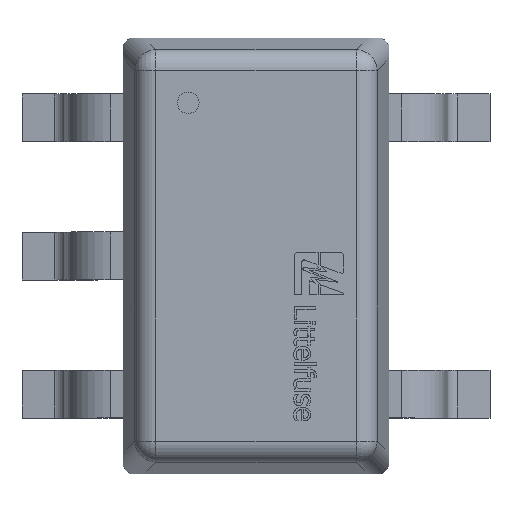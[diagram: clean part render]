
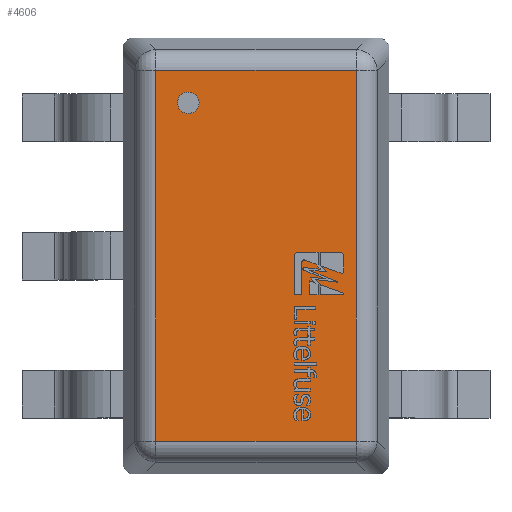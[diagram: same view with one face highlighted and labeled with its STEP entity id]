
A CAD part, top view. The second image highlights one B-rep face of the part: STEP entity #4606.
In plain terms, the highlighted face is planar.
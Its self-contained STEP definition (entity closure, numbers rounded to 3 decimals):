
#281=PLANE('',#4939);
#463=LINE('',#6379,#941);
#467=LINE('',#6389,#945);
#469=LINE('',#6392,#947);
#473=LINE('',#6400,#951);
#941=VECTOR('',#5320,0.944);
#945=VECTOR('',#5332,1.744);
#947=VECTOR('',#5336,1.744);
#951=VECTOR('',#5346,0.944);
#1481=FACE_OUTER_BOUND('',#1752,.T.);
#1752=EDGE_LOOP('',(#3336,#3337,#3338,#3339));
#2095=VERTEX_POINT('',#6356);
#2096=VERTEX_POINT('',#6360);
#2099=VERTEX_POINT('',#6367);
#2100=VERTEX_POINT('',#6371);
#2574=EDGE_CURVE('',#2100,#2099,#463,.T.);
#2580=EDGE_CURVE('',#2096,#2100,#467,.T.);
#2582=EDGE_CURVE('',#2099,#2095,#469,.T.);
#2587=EDGE_CURVE('',#2095,#2096,#473,.T.);
#3336=ORIENTED_EDGE('',*,*,#2574,.F.);
#3337=ORIENTED_EDGE('',*,*,#2580,.F.);
#3338=ORIENTED_EDGE('',*,*,#2587,.F.);
#3339=ORIENTED_EDGE('',*,*,#2582,.F.);
#4606=ADVANCED_FACE('',(#1481),#281,.T.);
#4939=AXIS2_PLACEMENT_3D('',#6406,#5355,#5356);
#5320=DIRECTION('',(0.,0.,1.));
#5332=DIRECTION('',(1.,0.,0.));
#5336=DIRECTION('',(-1.,0.,0.));
#5346=DIRECTION('',(0.,0.,-1.));
#5355=DIRECTION('center_axis',(0.,1.,0.));
#5356=DIRECTION('ref_axis',(0.,0.,1.));
#6356=CARTESIAN_POINT('',(-0.872,0.38,0.472));
#6360=CARTESIAN_POINT('',(-0.872,0.38,-0.472));
#6367=CARTESIAN_POINT('',(0.872,0.38,0.472));
#6371=CARTESIAN_POINT('',(0.872,0.38,-0.472));
#6379=CARTESIAN_POINT('',(0.872,0.38,0.156));
#6389=CARTESIAN_POINT('',(0.25,0.38,-0.472));
#6392=CARTESIAN_POINT('',(-0.25,0.38,0.472));
#6400=CARTESIAN_POINT('',(-0.872,0.38,-0.156));
#6406=CARTESIAN_POINT('Origin',(0.,0.38,0.));
